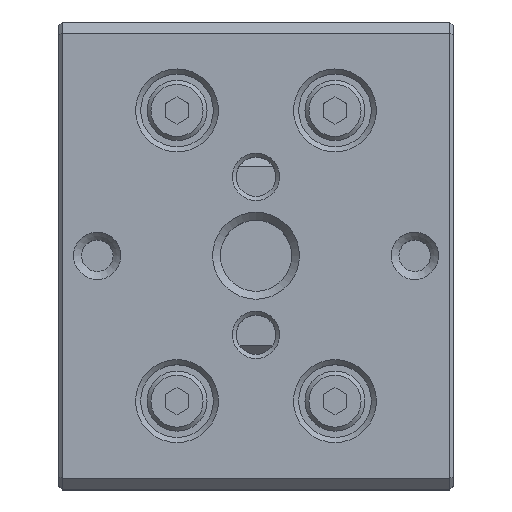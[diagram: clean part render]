
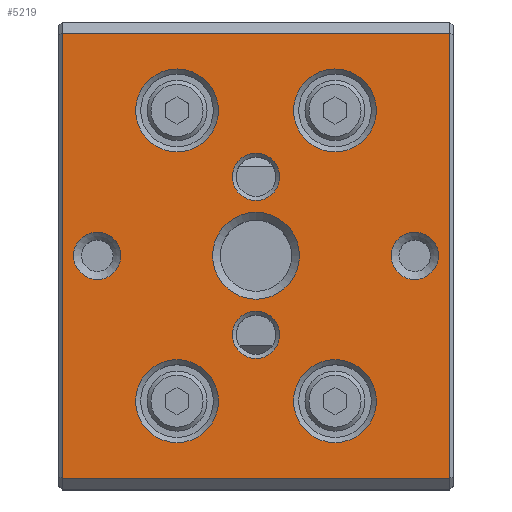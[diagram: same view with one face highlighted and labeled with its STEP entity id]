
A CAD part, top view. The second image highlights one B-rep face of the part: STEP entity #5219.
In plain terms, the highlighted planar face has unit normal (0, 0, 1).
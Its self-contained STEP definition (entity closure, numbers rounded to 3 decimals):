
#4790=FACE_BOUND('',#7582,.T.);
#4791=FACE_BOUND('',#7583,.T.);
#4792=FACE_BOUND('',#7584,.T.);
#4793=FACE_BOUND('',#7585,.T.);
#4794=FACE_BOUND('',#7586,.T.);
#4795=FACE_BOUND('',#7587,.T.);
#4796=FACE_BOUND('',#7588,.T.);
#4797=FACE_BOUND('',#7589,.T.);
#4798=FACE_BOUND('',#7590,.T.);
#4799=FACE_BOUND('',#7591,.T.);
#5010=CIRCLE('',#19821,2.75);
#5011=CIRCLE('',#19822,1.5);
#5012=CIRCLE('',#19823,1.5);
#5013=CIRCLE('',#19824,1.5);
#5014=CIRCLE('',#19825,1.5);
#5015=CIRCLE('',#19826,2.625);
#5016=CIRCLE('',#19827,2.625);
#5017=CIRCLE('',#19828,2.625);
#5018=CIRCLE('',#19829,2.625);
#5219=ADVANCED_FACE('',(#4790,#4791,#4792,#4793,#4794,#4795,#4796,#4797,
#4798,#4799),#6059,.F.);
#6059=PLANE('',#19830);
#7582=EDGE_LOOP('',(#9468));
#7583=EDGE_LOOP('',(#9469));
#7584=EDGE_LOOP('',(#9470));
#7585=EDGE_LOOP('',(#9471));
#7586=EDGE_LOOP('',(#9472));
#7587=EDGE_LOOP('',(#9473));
#7588=EDGE_LOOP('',(#9474));
#7589=EDGE_LOOP('',(#9475));
#7590=EDGE_LOOP('',(#9476));
#7591=EDGE_LOOP('',(#9477,#9478,#9479,#9480));
#9468=ORIENTED_EDGE('',*,*,#14913,.T.);
#9469=ORIENTED_EDGE('',*,*,#14914,.F.);
#9470=ORIENTED_EDGE('',*,*,#14915,.T.);
#9471=ORIENTED_EDGE('',*,*,#14916,.T.);
#9472=ORIENTED_EDGE('',*,*,#14917,.T.);
#9473=ORIENTED_EDGE('',*,*,#14918,.T.);
#9474=ORIENTED_EDGE('',*,*,#14919,.T.);
#9475=ORIENTED_EDGE('',*,*,#14920,.T.);
#9476=ORIENTED_EDGE('',*,*,#14921,.T.);
#9477=ORIENTED_EDGE('',*,*,#14922,.T.);
#9478=ORIENTED_EDGE('',*,*,#14923,.T.);
#9479=ORIENTED_EDGE('',*,*,#14924,.T.);
#9480=ORIENTED_EDGE('',*,*,#14925,.T.);
#13366=VERTEX_POINT('',#25818);
#13367=VERTEX_POINT('',#25820);
#13368=VERTEX_POINT('',#25822);
#13369=VERTEX_POINT('',#25824);
#13370=VERTEX_POINT('',#25826);
#13371=VERTEX_POINT('',#25828);
#13372=VERTEX_POINT('',#25830);
#13373=VERTEX_POINT('',#25832);
#13374=VERTEX_POINT('',#25834);
#13375=VERTEX_POINT('',#25836);
#13376=VERTEX_POINT('',#25837);
#13377=VERTEX_POINT('',#25839);
#13378=VERTEX_POINT('',#25841);
#14913=EDGE_CURVE('',#13366,#13366,#5010,.T.);
#14914=EDGE_CURVE('',#13367,#13367,#5011,.T.);
#14915=EDGE_CURVE('',#13368,#13368,#5012,.T.);
#14916=EDGE_CURVE('',#13369,#13369,#5013,.T.);
#14917=EDGE_CURVE('',#13370,#13370,#5014,.T.);
#14918=EDGE_CURVE('',#13371,#13371,#5015,.T.);
#14919=EDGE_CURVE('',#13372,#13372,#5016,.T.);
#14920=EDGE_CURVE('',#13373,#13373,#5017,.T.);
#14921=EDGE_CURVE('',#13374,#13374,#5018,.T.);
#14922=EDGE_CURVE('',#13375,#13376,#16840,.T.);
#14923=EDGE_CURVE('',#13376,#13377,#16841,.T.);
#14924=EDGE_CURVE('',#13377,#13378,#16842,.T.);
#14925=EDGE_CURVE('',#13378,#13375,#16843,.T.);
#16840=LINE('',#25835,#18498);
#16841=LINE('',#25838,#18499);
#16842=LINE('',#25840,#18500);
#16843=LINE('',#25842,#18501);
#18498=VECTOR('',#21420,1.);
#18499=VECTOR('',#21421,1.);
#18500=VECTOR('',#21422,1.);
#18501=VECTOR('',#21423,1.);
#19821=AXIS2_PLACEMENT_3D('',#25817,#21402,#21403);
#19822=AXIS2_PLACEMENT_3D('',#25819,#21404,#21405);
#19823=AXIS2_PLACEMENT_3D('',#25821,#21406,#21407);
#19824=AXIS2_PLACEMENT_3D('',#25823,#21408,#21409);
#19825=AXIS2_PLACEMENT_3D('',#25825,#21410,#21411);
#19826=AXIS2_PLACEMENT_3D('',#25827,#21412,#21413);
#19827=AXIS2_PLACEMENT_3D('',#25829,#21414,#21415);
#19828=AXIS2_PLACEMENT_3D('',#25831,#21416,#21417);
#19829=AXIS2_PLACEMENT_3D('',#25833,#21418,#21419);
#19830=AXIS2_PLACEMENT_3D('',#25843,#21424,#21425);
#21402=DIRECTION('',(0.,0.,-1.));
#21403=DIRECTION('',(-1.,0.,0.));
#21404=DIRECTION('',(0.,0.,1.));
#21405=DIRECTION('',(1.,0.,0.));
#21406=DIRECTION('',(0.,0.,-1.));
#21407=DIRECTION('',(-1.,0.,0.));
#21408=DIRECTION('',(0.,0.,-1.));
#21409=DIRECTION('',(-1.,0.,0.));
#21410=DIRECTION('',(0.,0.,-1.));
#21411=DIRECTION('',(-1.,0.,0.));
#21412=DIRECTION('',(0.,0.,-1.));
#21413=DIRECTION('',(-1.,0.,0.));
#21414=DIRECTION('',(0.,0.,-1.));
#21415=DIRECTION('',(-1.,0.,0.));
#21416=DIRECTION('',(0.,0.,-1.));
#21417=DIRECTION('',(-1.,0.,0.));
#21418=DIRECTION('',(0.,0.,-1.));
#21419=DIRECTION('',(-1.,0.,0.));
#21420=DIRECTION('',(1.,0.,0.));
#21421=DIRECTION('',(0.,1.,0.));
#21422=DIRECTION('',(-1.,0.,0.));
#21423=DIRECTION('',(0.,-1.,0.));
#21424=DIRECTION('',(0.,0.,-1.));
#21425=DIRECTION('',(1.,0.,0.));
#25817=CARTESIAN_POINT('',(92.5,14.8,17.));
#25818=CARTESIAN_POINT('',(89.75,14.8,17.));
#25819=CARTESIAN_POINT('',(102.55,14.8,17.));
#25820=CARTESIAN_POINT('',(104.05,14.8,17.));
#25821=CARTESIAN_POINT('',(82.45,14.8,17.));
#25822=CARTESIAN_POINT('',(80.95,14.8,17.));
#25823=CARTESIAN_POINT('',(92.5,9.8,17.));
#25824=CARTESIAN_POINT('',(91.,9.8,17.));
#25825=CARTESIAN_POINT('',(92.5,19.8,17.));
#25826=CARTESIAN_POINT('',(91.,19.8,17.));
#25827=CARTESIAN_POINT('',(97.5,5.6,17.));
#25828=CARTESIAN_POINT('',(94.875,5.6,17.));
#25829=CARTESIAN_POINT('',(97.5,24.,17.));
#25830=CARTESIAN_POINT('',(94.875,24.,17.));
#25831=CARTESIAN_POINT('',(87.5,5.6,17.));
#25832=CARTESIAN_POINT('',(84.875,5.6,17.));
#25833=CARTESIAN_POINT('',(87.5,24.,17.));
#25834=CARTESIAN_POINT('',(84.875,24.,17.));
#25835=CARTESIAN_POINT('',(105.,0.7,17.));
#25836=CARTESIAN_POINT('',(80.25,0.7,17.));
#25837=CARTESIAN_POINT('',(104.75,0.7,17.));
#25838=CARTESIAN_POINT('',(104.75,29.6,17.));
#25839=CARTESIAN_POINT('',(104.75,28.9,17.));
#25840=CARTESIAN_POINT('',(105.,28.9,17.));
#25841=CARTESIAN_POINT('',(80.25,28.9,17.));
#25842=CARTESIAN_POINT('',(80.25,0.7,17.));
#25843=CARTESIAN_POINT('',(105.,29.6,17.));
